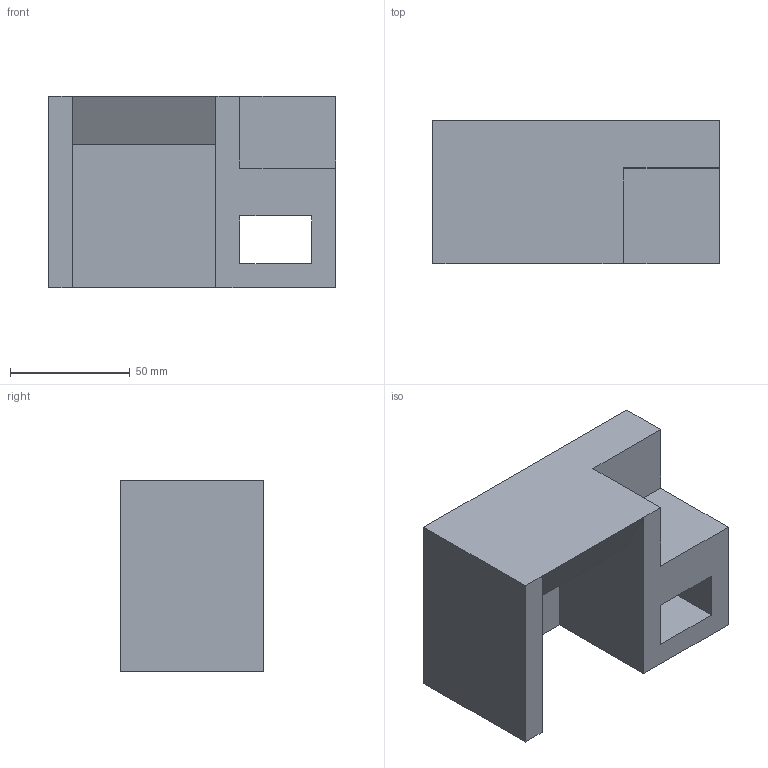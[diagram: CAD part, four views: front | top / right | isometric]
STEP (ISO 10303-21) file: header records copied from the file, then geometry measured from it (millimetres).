
FILE_DESCRIPTION(/* description */ ('','CAx-IF Rec.Pracs.---Representation and Presentation of Product Manufacturing Information (PMI)---3.8---2014-02-18'),/* implementation_level */ '2;1');
FILE_NAME(/* name */ 'Denksport.stp',/* time_stamp */ '2017-06-19T12:46:34+02:00',/* author */ ('Walter'),/* organization */ (''),/* preprocessor_version */ 'ST-DEVELOPER v16.5',/* originating_system */ 'Autodesk Inventor 2017',/* authorisation */ '');
FILE_SCHEMA (('AP242_MANAGED_MODEL_BASED_3D_ENGINEERING_MIM_LF { 1 0 10303 442 1 1 4 }'));
Length unit declared in the file: millimetre
Products named in the file (1): Denksport
Bounding box: 120 x 60 x 80 mm (x, y, z)
Volume: 306000 mm3; surface area: 53741.6 mm2
Topology: 1 solids, 1 shells, 19 faces, 49 edges, 32 vertices
Faces by surface type: plane 19
Entity records: 595 total; most frequent: CARTESIAN_POINT 101, ORIENTED_EDGE 98, DIRECTION 89, LINE 49, VECTOR 49, EDGE_CURVE 49, VERTEX_POINT 32, EDGE_LOOP 21
